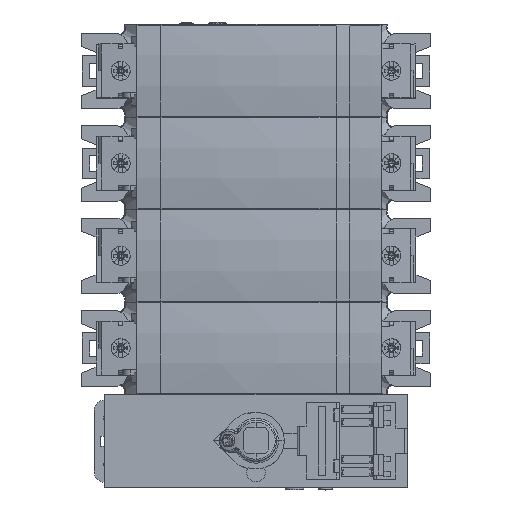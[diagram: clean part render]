
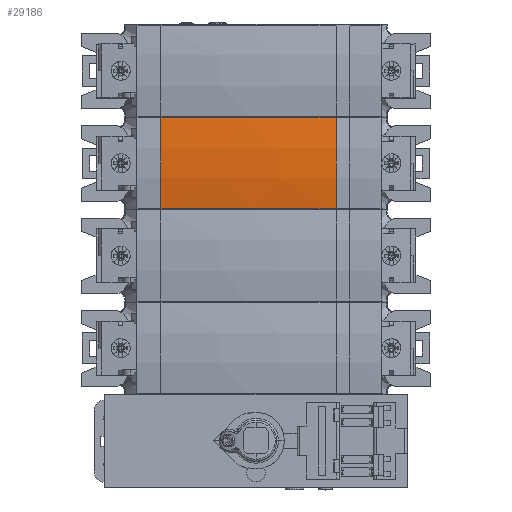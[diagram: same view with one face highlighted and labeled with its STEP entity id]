
A CAD part, top view. The second image highlights one B-rep face of the part: STEP entity #29186.
In plain terms, the highlighted free-form (B-spline) face has degree [3, 3] with [4, 4] control points.
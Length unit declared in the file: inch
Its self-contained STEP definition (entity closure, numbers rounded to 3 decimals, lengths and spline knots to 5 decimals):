
#130 = VERTEX_POINT ( 'NONE', #64463 ) ;
#1445 = CARTESIAN_POINT ( 'NONE',  ( -1.45669, 1.88053, 3.32187 ) ) ;
#4416 = CARTESIAN_POINT ( 'NONE',  ( -1.00981, 0.71459, 3.31995 ) ) ;
#5052 = CARTESIAN_POINT ( 'NONE',  ( 1.24448, 1.17378, 3.37628 ) ) ;
#5453 = CARTESIAN_POINT ( 'NONE',  ( -1.47278, 0.70627, 3.28774 ) ) ;
#6014 = CARTESIAN_POINT ( 'NONE',  ( -0.56233, 2.11222, 3.33602 ) ) ;
#7625 = CARTESIAN_POINT ( 'NONE',  ( 1.22835, 2.11222, 3.30417 ) ) ;
#10810 = CARTESIAN_POINT ( 'NONE',  ( -1.45669, 1.64753, 3.33888 ) ) ;
#13227 = VERTEX_POINT ( 'NONE', #108948 ) ;
#14390 = EDGE_CURVE ( 'NONE', #13227, #84481, #61851, .T. ) ;
#14439 = CARTESIAN_POINT ( 'NONE',  ( 0.33957, 2.12055, 3.35348 ) ) ;
#15397 = CARTESIAN_POINT ( 'NONE',  ( -1.45669, 2.11222, 3.29013 ) ) ;
#16608 = CARTESIAN_POINT ( 'NONE',  ( 1.22835, 0.71459, 3.30417 ) ) ;
#17162 = B_SPLINE_CURVE_WITH_KNOTS ( 'NONE', 3,
 ( #43104, #24333, #61765, #6014, #71168, #15397 ),
 .UNSPECIFIED., .F., .F.,
 ( 4, 2, 4 ),
 ( 0., 0.03412, 0.06825 ),
 .UNSPECIFIED. ) ;
#18007 = B_SPLINE_CURVE_WITH_KNOTS ( 'NONE', 3,
 ( #69564, #4416, #78895, #23135, #88316, #32477 ),
 .UNSPECIFIED., .F., .F.,
 ( 4, 2, 4 ),
 ( 0., 0.03412, 0.06825 ),
 .UNSPECIFIED. ) ;
#20174 = CARTESIAN_POINT ( 'NONE',  ( -1.45669, 1.47213, 3.34457 ) ) ;
#21017 = ORIENTED_EDGE ( 'NONE', *, *, #30841, .T. ) ;
#23135 = CARTESIAN_POINT ( 'NONE',  ( 0.33356, 0.71459, 3.3407 ) ) ;
#23761 = CARTESIAN_POINT ( 'NONE',  ( 0.33958, 1.17377, 3.42782 ) ) ;
#24333 = CARTESIAN_POINT ( 'NONE',  ( 0.78118, 2.11222, 3.32931 ) ) ;
#25948 = CARTESIAN_POINT ( 'NONE',  ( 1.22835, 0.94634, 3.33592 ) ) ;
#29186 = ADVANCED_FACE ( 'NONE', ( #107236 ), #46343, .T. ) ;
#29498 = CARTESIAN_POINT ( 'NONE',  ( -1.45669, 1.1797, 3.34004 ) ) ;
#30841 = EDGE_CURVE ( 'NONE', #130, #67036, #50563, .T. ) ;
#32477 = CARTESIAN_POINT ( 'NONE',  ( 1.22835, 0.71459, 3.30417 ) ) ;
#33115 = CARTESIAN_POINT ( 'NONE',  ( -0.5685, 2.12055, 3.34874 ) ) ;
#34135 = ORIENTED_EDGE ( 'NONE', *, *, #67432, .T. ) ;
#35338 = CARTESIAN_POINT ( 'NONE',  ( 1.22834, 1.1797, 3.35294 ) ) ;
#38895 = CARTESIAN_POINT ( 'NONE',  ( -1.45669, 0.83023, 3.30829 ) ) ;
#42535 = CARTESIAN_POINT ( 'NONE',  ( -0.56851, 1.17377, 3.42308 ) ) ;
#43104 = CARTESIAN_POINT ( 'NONE',  ( 1.22835, 2.11222, 3.30417 ) ) ;
#44714 = CARTESIAN_POINT ( 'NONE',  ( 1.22834, 1.35499, 3.35861 ) ) ;
#45654 = CARTESIAN_POINT ( 'NONE',  ( -1.45669, 0.71459, 3.29013 ) ) ;
#46343 = B_SPLINE_SURFACE_WITH_KNOTS ( 'NONE', 3, 3, ( 
 ( #110614, #116681, #5052, #70199 ),
 ( #14439, #79529, #23761, #88931 ),
 ( #33115, #98308, #42535, #107700 ),
 ( #51867, #117093, #61200, #5453 ) ),
 .UNSPECIFIED., .F., .F., .F.,
 ( 4, 4 ),
 ( 4, 4 ),
 ( 0., 1. ),
 ( 0., 1. ),
 .UNSPECIFIED. ) ;
#50563 = B_SPLINE_CURVE_WITH_KNOTS ( 'NONE', 3,
 ( #16608, #53661, #25948, #91137, #35338, #100479, #44714, #109889, #54057, #119303, #63399, #7625 ),
 .UNSPECIFIED., .F., .F.,
 ( 4, 2, 2, 2, 2, 4 ),
 ( 0., 0.00891, 0.01336, 0.01782, 0.02673, 0.03563 ),
 .UNSPECIFIED. ) ;
#51752 = EDGE_CURVE ( 'NONE', #84481, #130, #18007, .T. ) ;
#51867 = CARTESIAN_POINT ( 'NONE',  ( -1.47278, 2.12054, 3.28774 ) ) ;
#53661 = CARTESIAN_POINT ( 'NONE',  ( 1.22835, 0.83022, 3.32233 ) ) ;
#54057 = CARTESIAN_POINT ( 'NONE',  ( 1.22834, 1.64738, 3.35406 ) ) ;
#61200 = CARTESIAN_POINT ( 'NONE',  ( -1.47282, 1.17378, 3.36207 ) ) ;
#61765 = CARTESIAN_POINT ( 'NONE',  ( 0.33334, 2.11222, 3.3407 ) ) ;
#61851 = B_SPLINE_CURVE_WITH_KNOTS ( 'NONE', 3,
 ( #91498, #84908, #1445, #66551, #10810, #75935, #20174, #85310, #29498, #94697, #38895, #104053 ),
 .UNSPECIFIED., .F., .F.,
 ( 4, 2, 2, 2, 2, 4 ),
 ( 0., 0.0089, 0.01335, 0.0178, 0.0267, 0.0356 ),
 .UNSPECIFIED. ) ;
#63399 = CARTESIAN_POINT ( 'NONE',  ( 1.22835, 1.99659, 3.32233 ) ) ;
#64463 = CARTESIAN_POINT ( 'NONE',  ( 1.22835, 0.71459, 3.30417 ) ) ;
#66551 = CARTESIAN_POINT ( 'NONE',  ( -1.45669, 1.70585, 3.33548 ) ) ;
#67036 = VERTEX_POINT ( 'NONE', #97408 ) ;
#67432 = EDGE_CURVE ( 'NONE', #67036, #13227, #17162, .T. ) ;
#69564 = CARTESIAN_POINT ( 'NONE',  ( -1.45669, 0.71459, 3.29013 ) ) ;
#70199 = CARTESIAN_POINT ( 'NONE',  ( 1.24444, 0.70627, 3.30194 ) ) ;
#71168 = CARTESIAN_POINT ( 'NONE',  ( -1.00981, 2.11222, 3.31995 ) ) ;
#75935 = CARTESIAN_POINT ( 'NONE',  ( -1.45669, 1.53068, 3.34343 ) ) ;
#78895 = CARTESIAN_POINT ( 'NONE',  ( -0.56212, 0.71459, 3.33602 ) ) ;
#79529 = CARTESIAN_POINT ( 'NONE',  ( 0.33958, 1.65303, 3.42782 ) ) ;
#84481 = VERTEX_POINT ( 'NONE', #45654 ) ;
#84908 = CARTESIAN_POINT ( 'NONE',  ( -1.45669, 1.99658, 3.30829 ) ) ;
#85310 = CARTESIAN_POINT ( 'NONE',  ( -1.45669, 1.29666, 3.34457 ) ) ;
#88316 = CARTESIAN_POINT ( 'NONE',  ( 0.78118, 0.71459, 3.32931 ) ) ;
#88931 = CARTESIAN_POINT ( 'NONE',  ( 0.33957, 0.70625, 3.35348 ) ) ;
#91137 = CARTESIAN_POINT ( 'NONE',  ( 1.22835, 1.12125, 3.34953 ) ) ;
#91498 = CARTESIAN_POINT ( 'NONE',  ( -1.45669, 2.11222, 3.29013 ) ) ;
#94697 = CARTESIAN_POINT ( 'NONE',  ( -1.45669, 0.94638, 3.32189 ) ) ;
#97408 = CARTESIAN_POINT ( 'NONE',  ( 1.22835, 2.11222, 3.30417 ) ) ;
#98308 = CARTESIAN_POINT ( 'NONE',  ( -0.56851, 1.65303, 3.42308 ) ) ;
#100479 = CARTESIAN_POINT ( 'NONE',  ( 1.22834, 1.29656, 3.35747 ) ) ;
#104053 = CARTESIAN_POINT ( 'NONE',  ( -1.45669, 0.71459, 3.29013 ) ) ;
#107236 = FACE_OUTER_BOUND ( 'NONE', #114248, .T. ) ;
#107700 = CARTESIAN_POINT ( 'NONE',  ( -0.5685, 0.70625, 3.34874 ) ) ;
#108948 = CARTESIAN_POINT ( 'NONE',  ( -1.45669, 2.11222, 3.29013 ) ) ;
#109166 = ORIENTED_EDGE ( 'NONE', *, *, #14390, .T. ) ;
#109889 = CARTESIAN_POINT ( 'NONE',  ( 1.22834, 1.53032, 3.3586 ) ) ;
#110614 = CARTESIAN_POINT ( 'NONE',  ( 1.24444, 2.12054, 3.30194 ) ) ;
#111431 = ORIENTED_EDGE ( 'NONE', *, *, #51752, .T. ) ;
#114248 = EDGE_LOOP ( 'NONE', ( #21017, #34135, #109166, #111431 ) ) ;
#116681 = CARTESIAN_POINT ( 'NONE',  ( 1.24448, 1.65303, 3.37628 ) ) ;
#117093 = CARTESIAN_POINT ( 'NONE',  ( -1.47282, 1.65303, 3.36207 ) ) ;
#119303 = CARTESIAN_POINT ( 'NONE',  ( 1.22835, 1.88049, 3.33592 ) ) ;
